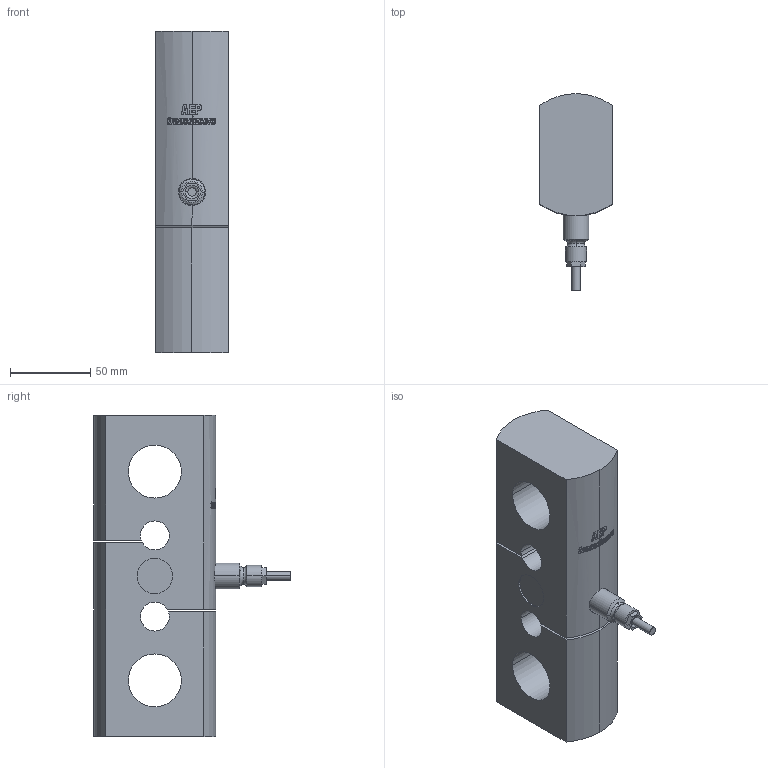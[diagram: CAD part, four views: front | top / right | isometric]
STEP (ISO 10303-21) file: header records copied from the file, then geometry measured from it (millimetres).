
FILE_DESCRIPTION(('STEP AP214'),'1');
FILE_NAME('T20 up to 10t.stp','2015-05-18T15:18:09',(' '),(' '),'Spatial InterOp 3D',' ',' ');
FILE_SCHEMA(('automotive_design'));
Length unit declared in the file: metre
Products named in the file (1): T20 10t body
Bounding box: 45 x 122.31 x 200 mm (x, y, z)
Volume: 542901.4 mm3; surface area: 66594.9 mm2
Topology: 1 solids, 1 shells, 229 faces, 613 edges, 407 vertices
Faces by surface type: plane 97, bspline 71, cylinder 53, torus 6, cone 2
Entity records: 12299 total; most frequent: CARTESIAN_POINT 4873, ORIENTED_EDGE 1226, DIRECTION 1075, EDGE_CURVE 613, AXIS2_PLACEMENT_3D 410, VERTEX_POINT 407, LINE 255, VECTOR 255
